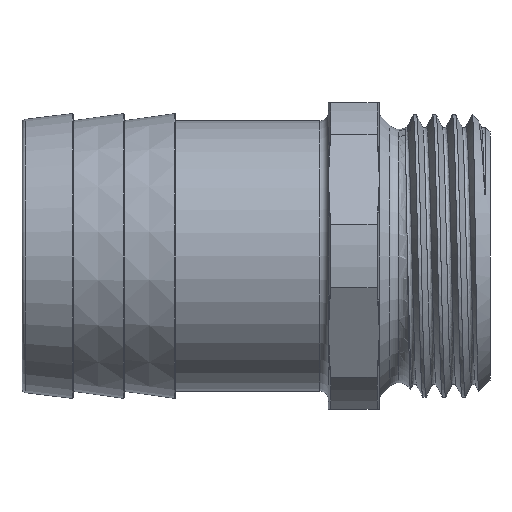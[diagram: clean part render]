
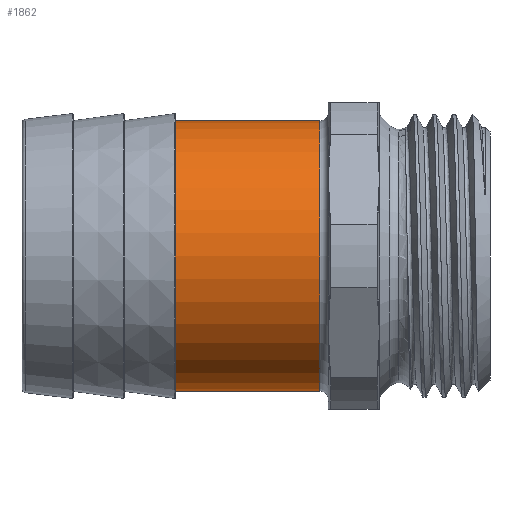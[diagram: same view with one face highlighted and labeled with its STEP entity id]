
A CAD part, left-side view. The second image highlights one B-rep face of the part: STEP entity #1862.
In plain terms, the highlighted cylindrical face has radius 15.9 mm (diameter 31.8 mm), a partial arc.
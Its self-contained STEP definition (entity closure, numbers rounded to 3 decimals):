
#154=LINE('',#4679,#234);
#155=LINE('',#4683,#235);
#234=VECTOR('',#2684,17.);
#235=VECTOR('',#2687,17.);
#260=CYLINDRICAL_SURFACE('',#2209,15.9);
#321=FACE_OUTER_BOUND('',#405,.T.);
#405=EDGE_LOOP('',(#1610,#1611,#1612,#1613));
#536=CIRCLE('',#2210,15.9);
#537=CIRCLE('',#2211,15.9);
#920=VERTEX_POINT('',#4677);
#921=VERTEX_POINT('',#4678);
#922=VERTEX_POINT('',#4680);
#923=VERTEX_POINT('',#4682);
#1265=EDGE_CURVE('',#920,#921,#154,.T.);
#1266=EDGE_CURVE('',#921,#922,#536,.T.);
#1267=EDGE_CURVE('',#922,#923,#155,.T.);
#1268=EDGE_CURVE('',#923,#920,#537,.T.);
#1610=ORIENTED_EDGE('',*,*,#1265,.T.);
#1611=ORIENTED_EDGE('',*,*,#1266,.T.);
#1612=ORIENTED_EDGE('',*,*,#1267,.T.);
#1613=ORIENTED_EDGE('',*,*,#1268,.T.);
#1862=ADVANCED_FACE('',(#321),#260,.T.);
#2209=AXIS2_PLACEMENT_3D('',#4676,#2682,#2683);
#2210=AXIS2_PLACEMENT_3D('',#4681,#2685,#2686);
#2211=AXIS2_PLACEMENT_3D('',#4684,#2688,#2689);
#2682=DIRECTION('center_axis',(0.,-1.,0.));
#2683=DIRECTION('ref_axis',(0.,0.,-1.));
#2684=DIRECTION('',(0.,1.,0.));
#2685=DIRECTION('center_axis',(0.,-1.,0.));
#2686=DIRECTION('ref_axis',(0.,0.,1.));
#2687=DIRECTION('',(0.,-1.,0.));
#2688=DIRECTION('center_axis',(0.,1.,0.));
#2689=DIRECTION('ref_axis',(0.,0.,-1.));
#4676=CARTESIAN_POINT('Origin',(0.,28.5,0.));
#4677=CARTESIAN_POINT('',(0.,20.,15.9));
#4678=CARTESIAN_POINT('',(0.,37.,15.9));
#4679=CARTESIAN_POINT('',(0.,20.,15.9));
#4680=CARTESIAN_POINT('',(0.,37.,-15.9));
#4681=CARTESIAN_POINT('Origin',(0.,37.,0.));
#4682=CARTESIAN_POINT('',(0.,20.,-15.9));
#4683=CARTESIAN_POINT('',(0.,37.,-15.9));
#4684=CARTESIAN_POINT('Origin',(0.,20.,0.));
